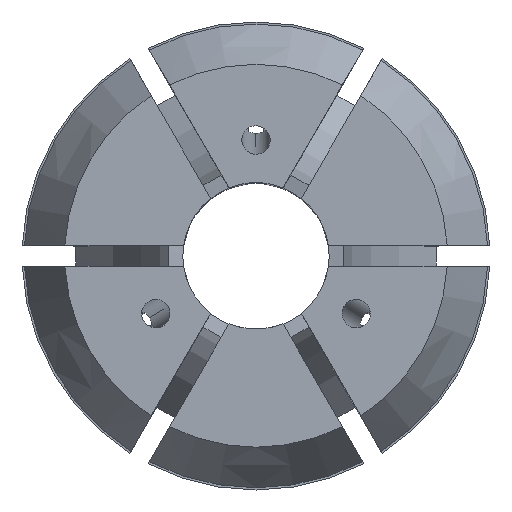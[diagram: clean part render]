
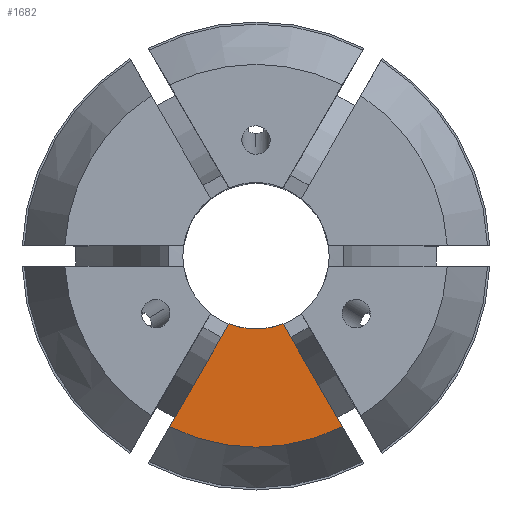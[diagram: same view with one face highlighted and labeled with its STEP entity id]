
A CAD part, top view. The second image highlights one B-rep face of the part: STEP entity #1682.
In plain terms, the highlighted planar face has unit normal (0, 0, 1).
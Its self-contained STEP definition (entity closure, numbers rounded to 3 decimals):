
#1 = DIRECTION ( 'NONE',  ( 1., 0., 0. ) ) ;
#7 = AXIS2_PLACEMENT_3D ( 'NONE', #2131, #3714, #1 ) ;
#102 = EDGE_CURVE ( 'NONE', #2242, #776, #639, .T. ) ;
#639 = LINE ( 'NONE', #2859, #3853 ) ;
#659 = VECTOR ( 'NONE', #3684, 1000. ) ;
#776 = VERTEX_POINT ( 'NONE', #2458 ) ;
#907 = EDGE_LOOP ( 'NONE', ( #2149, #1142, #2657, #2965 ) ) ;
#959 = CARTESIAN_POINT ( 'NONE',  ( 6.09, -12.048, 40. ) ) ;
#1026 = VERTEX_POINT ( 'NONE', #3181 ) ;
#1142 = ORIENTED_EDGE ( 'NONE', *, *, #102, .T. ) ;
#1154 = EDGE_CURVE ( 'NONE', #1026, #1393, #3123, .T. ) ;
#1393 = VERTEX_POINT ( 'NONE', #959 ) ;
#1682 = ADVANCED_FACE ( 'NONE', ( #1956 ), #3998, .T. ) ;
#1724 = DIRECTION ( 'NONE',  ( -1., 0., 0. ) ) ;
#1956 = FACE_OUTER_BOUND ( 'NONE', #907, .T. ) ;
#2024 = CIRCLE ( 'NONE', #2513, 13.499 ) ;
#2040 = DIRECTION ( 'NONE',  ( 1., 0., 0. ) ) ;
#2131 = CARTESIAN_POINT ( 'NONE',  ( 0., 13.499, 40. ) ) ;
#2149 = ORIENTED_EDGE ( 'NONE', *, *, #3917, .F. ) ;
#2242 = VERTEX_POINT ( 'NONE', #2994 ) ;
#2283 = CARTESIAN_POINT ( 'NONE',  ( 0., 0., 40. ) ) ;
#2362 = DIRECTION ( 'NONE',  ( 0., 0., 1. ) ) ;
#2424 = CARTESIAN_POINT ( 'NONE',  ( -6.495, 9.75, 40. ) ) ;
#2458 = CARTESIAN_POINT ( 'NONE',  ( -6.09, -12.048, 40. ) ) ;
#2513 = AXIS2_PLACEMENT_3D ( 'NONE', #2283, #3925, #1724 ) ;
#2657 = ORIENTED_EDGE ( 'NONE', *, *, #2788, .F. ) ;
#2788 = EDGE_CURVE ( 'NONE', #1393, #776, #2024, .T. ) ;
#2859 = CARTESIAN_POINT ( 'NONE',  ( 6.495, 9.75, 40. ) ) ;
#2965 = ORIENTED_EDGE ( 'NONE', *, *, #1154, .F. ) ;
#2985 = CARTESIAN_POINT ( 'NONE',  ( 0., 0., 40. ) ) ;
#2994 = CARTESIAN_POINT ( 'NONE',  ( -1.903, -4.796, 40. ) ) ;
#3123 = LINE ( 'NONE', #2424, #659 ) ;
#3181 = CARTESIAN_POINT ( 'NONE',  ( 1.903, -4.796, 40. ) ) ;
#3606 = AXIS2_PLACEMENT_3D ( 'NONE', #2985, #2362, #2040 ) ;
#3684 = DIRECTION ( 'NONE',  ( 0.5, -0.866, 0. ) ) ;
#3714 = DIRECTION ( 'NONE',  ( 0., 0., 1. ) ) ;
#3769 = DIRECTION ( 'NONE',  ( -0.5, -0.866, 0. ) ) ;
#3803 = CIRCLE ( 'NONE', #3606, 5.159 ) ;
#3853 = VECTOR ( 'NONE', #3769, 1000. ) ;
#3917 = EDGE_CURVE ( 'NONE', #2242, #1026, #3803, .T. ) ;
#3925 = DIRECTION ( 'NONE',  ( 0., 0., -1. ) ) ;
#3998 = PLANE ( 'NONE',  #7 ) ;
